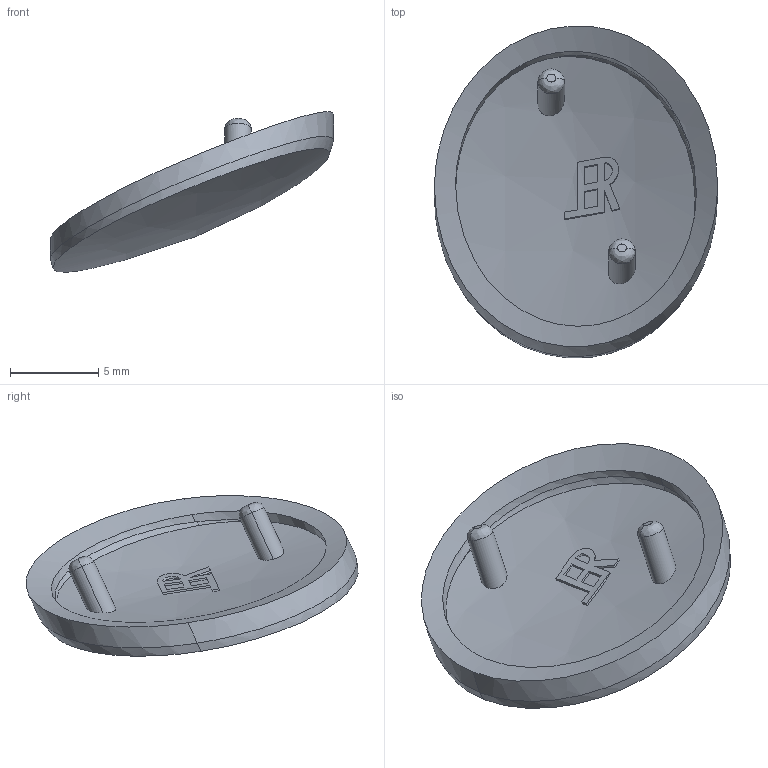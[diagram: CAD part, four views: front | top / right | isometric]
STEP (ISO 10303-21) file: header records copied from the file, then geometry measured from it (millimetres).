
FILE_DESCRIPTION((''),'2;1');
FILE_NAME('PR13_B_CVR_PUPIL_R','2012-01-20T',('wook jang'),(''),'PRO/ENGINEER BY PARAMETRIC TECHNOLOGY CORPORATION, 2009060','PRO/ENGINEER BY PARAMETRIC TECHNOLOGY CORPORATION, 2009060','');
FILE_SCHEMA(('AUTOMOTIVE_DESIGN_CC06 { 1 0 10303 214 -2 1 8 1 }'));
Length unit declared in the file: millimetre
Products named in the file (1): PR13_B_CVR_PUPIL_R
Bounding box: 16 x 18.77 x 9.07 mm (x, y, z)
Volume: 345.1 mm3; surface area: 659.1 mm2
Topology: 1 solids, 1 shells, 60 faces, 149 edges, 98 vertices
Faces by surface type: plane 37, bspline 15, extrusion 4, cylinder 4
Entity records: 3567 total; most frequent: CARTESIAN_POINT 1761, ORIENTED_EDGE 298, DIRECTION 157, PRESENTATION_STYLE_ASSIGNMENT 151, STYLED_ITEM 150, CURVE_STYLE 149, EDGE_CURVE 149, COLOUR_RGB 111
